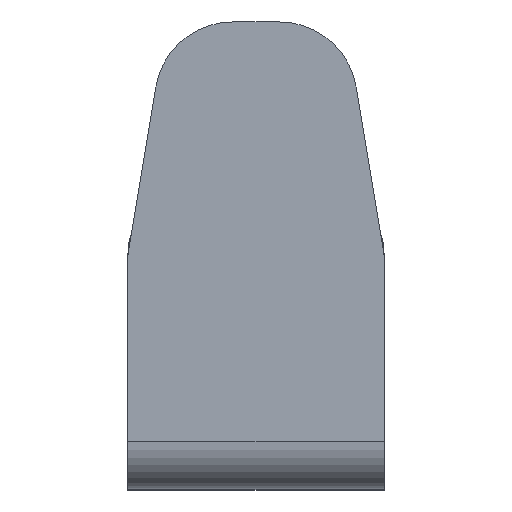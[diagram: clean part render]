
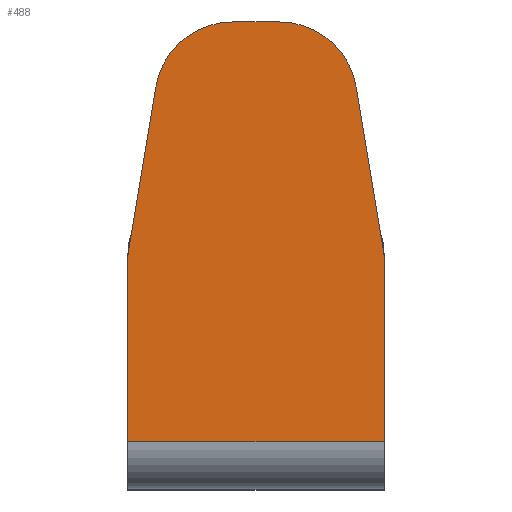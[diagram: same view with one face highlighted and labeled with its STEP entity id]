
A CAD part, top view. The second image highlights one B-rep face of the part: STEP entity #488.
In plain terms, the highlighted planar face has unit normal (0, 0, 1).
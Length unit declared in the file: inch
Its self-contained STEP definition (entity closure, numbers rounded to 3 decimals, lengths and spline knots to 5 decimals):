
#5 = EDGE_CURVE ( 'NONE', #619, #628, #28, .T. ) ;
#8 = ORIENTED_EDGE ( 'NONE', *, *, #548, .F. ) ;
#12 = ORIENTED_EDGE ( 'NONE', *, *, #39, .F. ) ;
#25 = EDGE_CURVE ( 'NONE', #290, #611, #460, .T. ) ;
#28 = CIRCLE ( 'NONE', #270, 0.25 ) ;
#39 = EDGE_CURVE ( 'NONE', #476, #43, #276, .T. ) ;
#43 = VERTEX_POINT ( 'NONE', #368 ) ;
#51 = ORIENTED_EDGE ( 'NONE', *, *, #79, .F. ) ;
#66 = ORIENTED_EDGE ( 'NONE', *, *, #25, .T. ) ;
#79 = EDGE_CURVE ( 'NONE', #724, #654, #283, .T. ) ;
#83 = ORIENTED_EDGE ( 'NONE', *, *, #693, .F. ) ;
#86 = ORIENTED_EDGE ( 'NONE', *, *, #5, .F. ) ;
#97 = AXIS2_PLACEMENT_3D ( 'NONE', #391, #392, #378 ) ;
#100 = EDGE_CURVE ( 'NONE', #654, #476, #221, .T. ) ;
#120 = DIRECTION ( 'NONE',  ( -0.164, 0.986, 0. ) ) ;
#148 = EDGE_CURVE ( 'NONE', #715, #43, #203, .T. ) ;
#154 = EDGE_CURVE ( 'NONE', #724, #628, #170, .T. ) ;
#165 = DIRECTION ( 'NONE',  ( 0., 1., 0. ) ) ;
#170 = LINE ( 'NONE', #173, #567 ) ;
#173 = CARTESIAN_POINT ( 'NONE',  ( 0.412, 0.1525, 0.8725 ) ) ;
#175 = VECTOR ( 'NONE', #448, 39.37008 ) ;
#198 = CARTESIAN_POINT ( 'NONE',  ( -0.287, 1.5, 0.8725 ) ) ;
#199 = DIRECTION ( 'NONE',  ( -0.164, -0.986, 0. ) ) ;
#203 = LINE ( 'NONE', #198, #389 ) ;
#216 = CARTESIAN_POINT ( 'NONE',  ( 0.412, 0.1525, 0.8725 ) ) ;
#217 = DIRECTION ( 'NONE',  ( 0., 1., 0. ) ) ;
#221 = LINE ( 'NONE', #222, #575 ) ;
#222 = CARTESIAN_POINT ( 'NONE',  ( -0.412, 0.1525, 0.8725 ) ) ;
#250 = EDGE_CURVE ( 'NONE', #619, #645, #678, .T. ) ;
#270 = AXIS2_PLACEMENT_3D ( 'NONE', #603, #596, #598 ) ;
#276 = CIRCLE ( 'NONE', #97, 0.25 ) ;
#279 = DIRECTION ( 'NONE',  ( -1., 0., 0. ) ) ;
#283 = LINE ( 'NONE', #286, #588 ) ;
#286 = CARTESIAN_POINT ( 'NONE',  ( 0.412, 0.1525, 0.8725 ) ) ;
#290 = VERTEX_POINT ( 'NONE', #770 ) ;
#301 = ORIENTED_EDGE ( 'NONE', *, *, #250, .T. ) ;
#307 = ORIENTED_EDGE ( 'NONE', *, *, #154, .T. ) ;
#335 = ORIENTED_EDGE ( 'NONE', *, *, #148, .T. ) ;
#354 = CARTESIAN_POINT ( 'NONE',  ( 0.287, 1.5, 0.8725 ) ) ;
#368 = CARTESIAN_POINT ( 'NONE',  ( -0.4086, 0.77041, 0.8725 ) ) ;
#378 = DIRECTION ( 'NONE',  ( 1., 0., 0. ) ) ;
#389 = VECTOR ( 'NONE', #199, 39.37008 ) ;
#391 = CARTESIAN_POINT ( 'NONE',  ( -0.162, 0.72931, 0.8725 ) ) ;
#392 = DIRECTION ( 'NONE',  ( 0., 0., -1. ) ) ;
#445 = CARTESIAN_POINT ( 'NONE',  ( 0.412, 1.5, 0.8725 ) ) ;
#448 = DIRECTION ( 'NONE',  ( -1., 0., 0. ) ) ;
#450 = CIRCLE ( 'NONE', #451, 0.25 ) ;
#451 = AXIS2_PLACEMENT_3D ( 'NONE', #662, #660, #667 ) ;
#460 = LINE ( 'NONE', #445, #175 ) ;
#466 = AXIS2_PLACEMENT_3D ( 'NONE', #870, #869, #877 ) ;
#470 = CIRCLE ( 'NONE', #466, 0.25 ) ;
#476 = VERTEX_POINT ( 'NONE', #515 ) ;
#488 = ADVANCED_FACE ( 'NONE', ( #541 ), #537, .T. ) ;
#515 = CARTESIAN_POINT ( 'NONE',  ( -0.412, 0.72931, 0.8725 ) ) ;
#536 = AXIS2_PLACEMENT_3D ( 'NONE', #555, #554, #565 ) ;
#537 = PLANE ( 'NONE',  #536 ) ;
#541 = FACE_OUTER_BOUND ( 'NONE', #768, .T. ) ;
#547 = VECTOR ( 'NONE', #120, 39.37008 ) ;
#548 = EDGE_CURVE ( 'NONE', #715, #611, #450, .T. ) ;
#554 = DIRECTION ( 'NONE',  ( 0., 0., 1. ) ) ;
#555 = CARTESIAN_POINT ( 'NONE',  ( 0.412, 0.1525, 0.8725 ) ) ;
#565 = DIRECTION ( 'NONE',  ( 1., 0., 0. ) ) ;
#567 = VECTOR ( 'NONE', #165, 39.37008 ) ;
#575 = VECTOR ( 'NONE', #217, 39.37008 ) ;
#588 = VECTOR ( 'NONE', #279, 39.37008 ) ;
#596 = DIRECTION ( 'NONE',  ( 0., 0., -1. ) ) ;
#598 = DIRECTION ( 'NONE',  ( 1., 0., 0. ) ) ;
#603 = CARTESIAN_POINT ( 'NONE',  ( 0.162, 0.72931, 0.8725 ) ) ;
#611 = VERTEX_POINT ( 'NONE', #713 ) ;
#619 = VERTEX_POINT ( 'NONE', #738 ) ;
#628 = VERTEX_POINT ( 'NONE', #749 ) ;
#645 = VERTEX_POINT ( 'NONE', #787 ) ;
#654 = VERTEX_POINT ( 'NONE', #811 ) ;
#660 = DIRECTION ( 'NONE',  ( 0., 0., -1. ) ) ;
#662 = CARTESIAN_POINT ( 'NONE',  ( -0.07522, 1.25, 0.8725 ) ) ;
#667 = DIRECTION ( 'NONE',  ( 1., 0., 0. ) ) ;
#678 = LINE ( 'NONE', #354, #547 ) ;
#693 = EDGE_CURVE ( 'NONE', #290, #645, #470, .T. ) ;
#706 = ORIENTED_EDGE ( 'NONE', *, *, #100, .F. ) ;
#713 = CARTESIAN_POINT ( 'NONE',  ( -0.07522, 1.5, 0.8725 ) ) ;
#715 = VERTEX_POINT ( 'NONE', #763 ) ;
#724 = VERTEX_POINT ( 'NONE', #216 ) ;
#738 = CARTESIAN_POINT ( 'NONE',  ( 0.4086, 0.77041, 0.8725 ) ) ;
#749 = CARTESIAN_POINT ( 'NONE',  ( 0.412, 0.72931, 0.8725 ) ) ;
#763 = CARTESIAN_POINT ( 'NONE',  ( -0.32182, 1.2911, 0.8725 ) ) ;
#768 = EDGE_LOOP ( 'NONE', ( #706, #51, #307, #86, #301, #83, #66, #8, #335, #12 ) ) ;
#770 = CARTESIAN_POINT ( 'NONE',  ( 0.07522, 1.5, 0.8725 ) ) ;
#787 = CARTESIAN_POINT ( 'NONE',  ( 0.32182, 1.2911, 0.8725 ) ) ;
#811 = CARTESIAN_POINT ( 'NONE',  ( -0.412, 0.1525, 0.8725 ) ) ;
#869 = DIRECTION ( 'NONE',  ( 0., 0., -1. ) ) ;
#870 = CARTESIAN_POINT ( 'NONE',  ( 0.07522, 1.25, 0.8725 ) ) ;
#877 = DIRECTION ( 'NONE',  ( 1., 0., 0. ) ) ;
